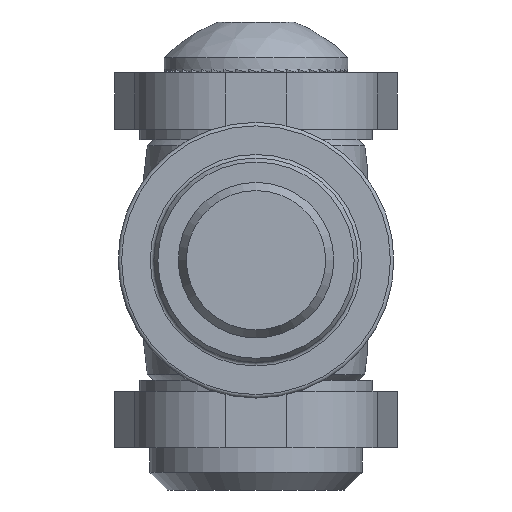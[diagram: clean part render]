
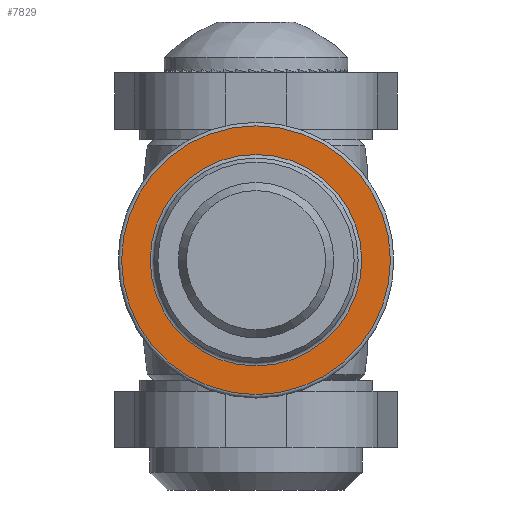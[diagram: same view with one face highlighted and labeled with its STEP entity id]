
A CAD part, front view. The second image highlights one B-rep face of the part: STEP entity #7829.
In plain terms, the highlighted face is planar.
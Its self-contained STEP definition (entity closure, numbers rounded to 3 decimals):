
#127=FACE_BOUND('',#1378,.T.);
#242=CIRCLE('',#8538,14.95);
#243=CIRCLE('',#8540,19.);
#493=PLANE('',#8539);
#945=FACE_OUTER_BOUND('',#1377,.T.);
#1377=EDGE_LOOP('',(#6777));
#1378=EDGE_LOOP('',(#6778));
#3888=VERTEX_POINT('',#13907);
#3889=VERTEX_POINT('',#13911);
#4895=EDGE_CURVE('',#3888,#3888,#242,.T.);
#4896=EDGE_CURVE('',#3889,#3889,#243,.T.);
#6777=ORIENTED_EDGE('',*,*,#4896,.F.);
#6778=ORIENTED_EDGE('',*,*,#4895,.F.);
#7829=ADVANCED_FACE('',(#945,#127),#493,.F.);
#8538=AXIS2_PLACEMENT_3D('',#13909,#10047,#10048);
#8539=AXIS2_PLACEMENT_3D('',#13910,#10049,#10050);
#8540=AXIS2_PLACEMENT_3D('',#13912,#10051,#10052);
#10047=DIRECTION('center_axis',(0.,0.,1.));
#10048=DIRECTION('ref_axis',(-1.,0.,0.));
#10049=DIRECTION('center_axis',(0.,0.,-1.));
#10050=DIRECTION('ref_axis',(-1.,0.,0.));
#10051=DIRECTION('center_axis',(0.,0.,-1.));
#10052=DIRECTION('ref_axis',(-1.,0.,0.));
#13907=CARTESIAN_POINT('',(14.95,0.,5.));
#13909=CARTESIAN_POINT('Origin',(0.,0.,5.));
#13910=CARTESIAN_POINT('Origin',(0.,0.,5.));
#13911=CARTESIAN_POINT('',(19.,0.,5.));
#13912=CARTESIAN_POINT('Origin',(0.,0.,5.));
